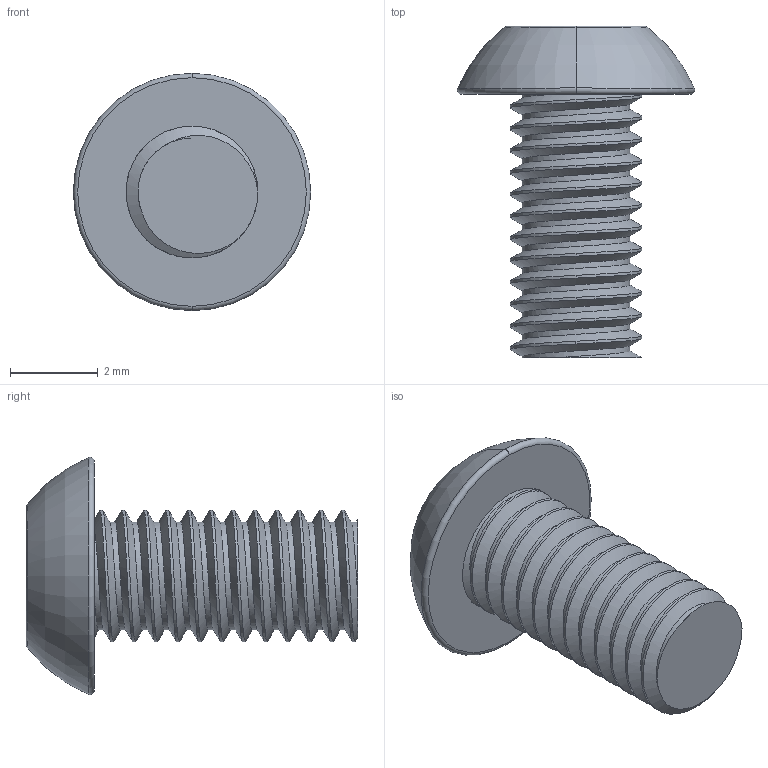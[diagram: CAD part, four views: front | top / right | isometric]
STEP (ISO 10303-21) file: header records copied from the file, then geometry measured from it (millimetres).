
FILE_DESCRIPTION (( 'STEP AP214' ), '1' );
FILE_NAME ('11-3106.step', '2020-04-06T07:11:25', ( '' ), ( '' ), 'SwSTEP 2.0', 'SolidWorks 2020', '' );
FILE_SCHEMA (( 'AUTOMOTIVE_DESIGN' ));
Length unit declared in the file: millimetre
Products named in the file (1): 11-3106
Bounding box: 5.41 x 7.55 x 5.41 mm (x, y, z)
Volume: 53.2 mm3; surface area: 158 mm2
Topology: 1 solids, 1 shells, 46 faces, 119 edges, 77 vertices
Faces by surface type: cylinder 25, plane 11, torus 6, bspline 4
Entity records: 3312 total; most frequent: CARTESIAN_POINT 2318, ORIENTED_EDGE 238, DIRECTION 166, EDGE_CURVE 119, VERTEX_POINT 77, AXIS2_PLACEMENT_3D 60, EDGE_LOOP 48, FACE_OUTER_BOUND 46
